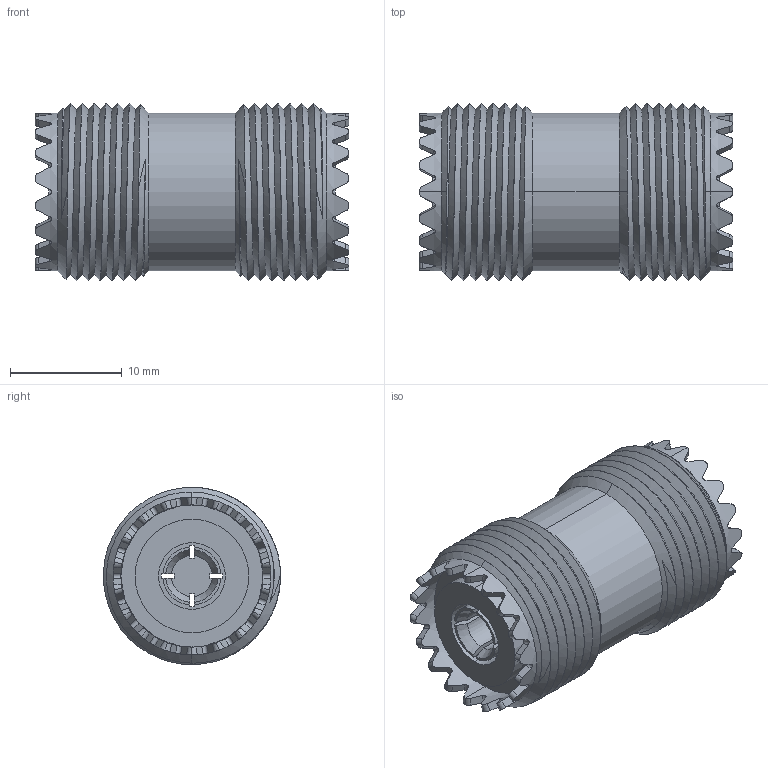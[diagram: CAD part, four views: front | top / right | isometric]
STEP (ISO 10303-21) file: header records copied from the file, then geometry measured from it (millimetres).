
FILE_DESCRIPTION (( 'STEP AP214' ), '1' );
FILE_NAME ('SM2101_3D.step', '2023-07-20T17:15:12', ( '' ), ( '' ), 'SwSTEP 2.0', 'SolidWorks 2022', '' );
FILE_SCHEMA (( 'AUTOMOTIVE_DESIGN' ));
Length unit declared in the file: inch
Products named in the file (1): SM2101_3D
Bounding box: 28.07 x 15.84 x 15.85 mm (x, y, z)
Volume: 4039.2 mm3; surface area: 3010.9 mm2
Topology: 1 solids, 1 shells, 328 faces, 972 edges, 644 vertices
Faces by surface type: cylinder 168, plane 140, cone 16, bspline 4
Entity records: 13581 total; most frequent: CARTESIAN_POINT 5852, ORIENTED_EDGE 1944, DIRECTION 1252, EDGE_CURVE 972, VERTEX_POINT 644, AXIS2_PLACEMENT_3D 437, LINE 378, VECTOR 378
